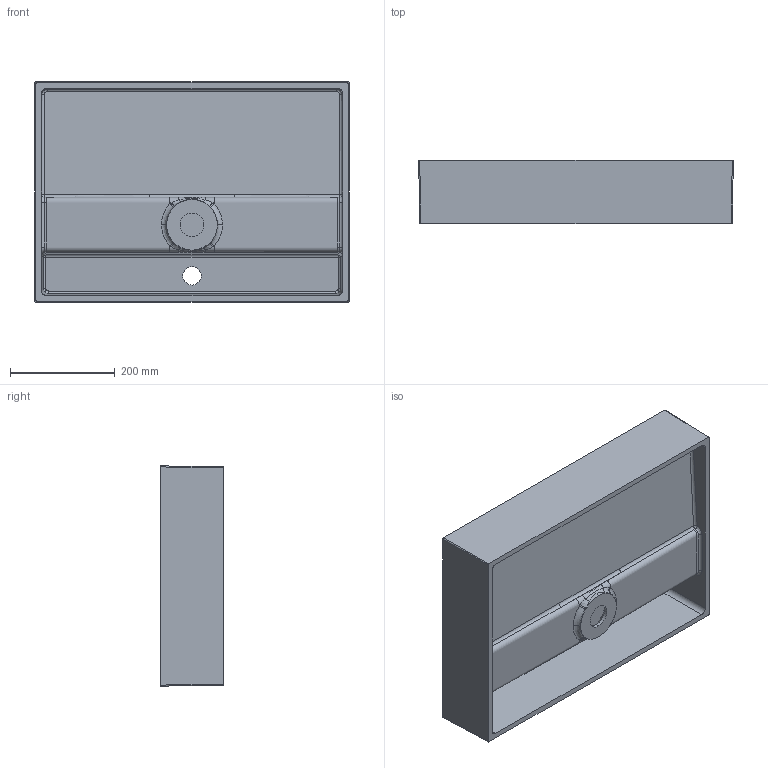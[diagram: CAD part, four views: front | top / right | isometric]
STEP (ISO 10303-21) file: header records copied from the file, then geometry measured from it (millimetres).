
FILE_DESCRIPTION (( 'STEP AP214' ), '1' );
FILE_NAME ('Logic new 600.STEP', '2020-11-13T11:47:41', ( '' ), ( '' ), 'SwSTEP 2.0', 'SolidWorks 2020', '' );
FILE_SCHEMA (( 'AUTOMOTIVE_DESIGN' ));
Length unit declared in the file: millimetre
Products named in the file (1): Logic new 600
Bounding box: 600.19 x 120 x 420.19 mm (x, y, z)
Volume: 6328413.2 mm3; surface area: 1151242 mm2
Topology: 2 solids, 2 shells, 284 faces, 704 edges, 406 vertices
Faces by surface type: bspline 120, cylinder 88, plane 48, torus 22, cone 4, sphere 2
Entity records: 13472 total; most frequent: CARTESIAN_POINT 7896, ORIENTED_EDGE 1368, DIRECTION 920, EDGE_CURVE 684, VERTEX_POINT 406, AXIS2_PLACEMENT_3D 363, EDGE_LOOP 290, ADVANCED_FACE 284
